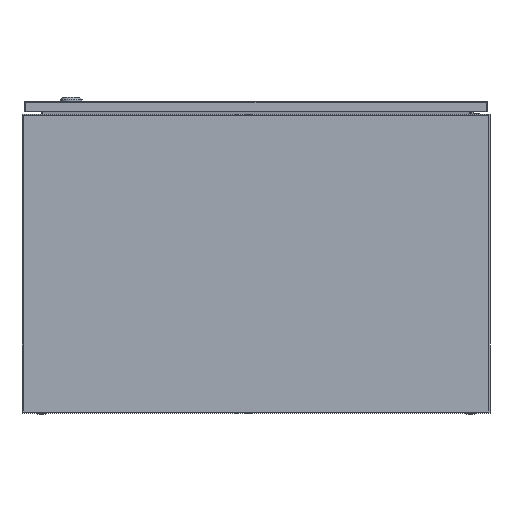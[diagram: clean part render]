
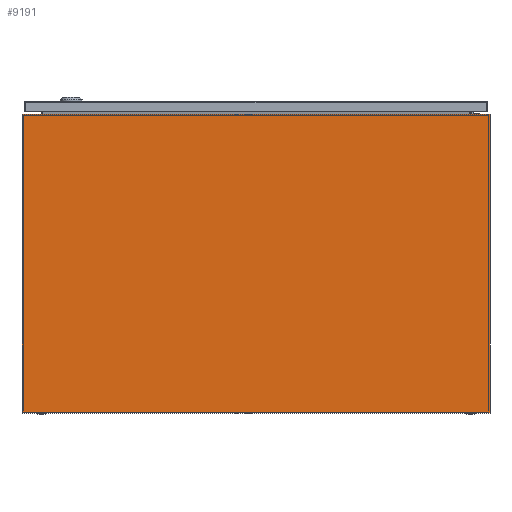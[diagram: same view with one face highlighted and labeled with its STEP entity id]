
A CAD part, front view. The second image highlights one B-rep face of the part: STEP entity #9191.
In plain terms, the highlighted planar face has unit normal (0, -1, 0).
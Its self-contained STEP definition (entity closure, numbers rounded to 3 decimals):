
#1823 = EDGE_CURVE ( 'NONE', #26753, #32963, #42833, .T. ) ;
#2352 = DIRECTION ( 'NONE',  ( 0., 0., 1. ) ) ;
#2729 = CARTESIAN_POINT ( 'NONE',  ( 0., 0., 0. ) ) ;
#3927 = VECTOR ( 'NONE', #33265, 1000. ) ;
#5066 = LINE ( 'NONE', #35879, #42923 ) ;
#5832 = EDGE_LOOP ( 'NONE', ( #43715, #9405, #43540, #44425 ) ) ;
#8418 = VERTEX_POINT ( 'NONE', #2729 ) ;
#9191 = ADVANCED_FACE ( 'NONE', ( #26991 ), #33163, .F. ) ;
#9405 = ORIENTED_EDGE ( 'NONE', *, *, #1823, .F. ) ;
#9731 = CARTESIAN_POINT ( 'NONE',  ( 600., 0., 383. ) ) ;
#11125 = DIRECTION ( 'NONE',  ( 0., 0., -1. ) ) ;
#15834 = CARTESIAN_POINT ( 'NONE',  ( 0., 0., 383. ) ) ;
#16958 = EDGE_CURVE ( 'NONE', #26753, #8418, #5066, .T. ) ;
#17270 = EDGE_CURVE ( 'NONE', #32963, #33673, #20520, .T. ) ;
#20294 = DIRECTION ( 'NONE',  ( 0., 0., -1. ) ) ;
#20520 = LINE ( 'NONE', #9731, #43739 ) ;
#20607 = VECTOR ( 'NONE', #39233, 1000. ) ;
#24112 = CARTESIAN_POINT ( 'NONE',  ( 600., 0., 0. ) ) ;
#26001 = CARTESIAN_POINT ( 'NONE',  ( 0., 0., 0. ) ) ;
#26753 = VERTEX_POINT ( 'NONE', #40037 ) ;
#26991 = FACE_OUTER_BOUND ( 'NONE', #5832, .T. ) ;
#29290 = EDGE_CURVE ( 'NONE', #8418, #33673, #32388, .T. ) ;
#31924 = AXIS2_PLACEMENT_3D ( 'NONE', #15834, #33379, #2352 ) ;
#32388 = LINE ( 'NONE', #26001, #3927 ) ;
#32963 = VERTEX_POINT ( 'NONE', #38660 ) ;
#33163 = PLANE ( 'NONE',  #31924 ) ;
#33265 = DIRECTION ( 'NONE',  ( 1., 0., 0. ) ) ;
#33379 = DIRECTION ( 'NONE',  ( 0., 1., 0. ) ) ;
#33673 = VERTEX_POINT ( 'NONE', #24112 ) ;
#35879 = CARTESIAN_POINT ( 'NONE',  ( 0., 0., 383. ) ) ;
#38660 = CARTESIAN_POINT ( 'NONE',  ( 600., 0., 383. ) ) ;
#39233 = DIRECTION ( 'NONE',  ( 1., 0., 0. ) ) ;
#40037 = CARTESIAN_POINT ( 'NONE',  ( 0., 0., 383. ) ) ;
#42833 = LINE ( 'NONE', #43048, #20607 ) ;
#42923 = VECTOR ( 'NONE', #11125, 1000. ) ;
#43048 = CARTESIAN_POINT ( 'NONE',  ( 0., 0., 383. ) ) ;
#43540 = ORIENTED_EDGE ( 'NONE', *, *, #16958, .T. ) ;
#43715 = ORIENTED_EDGE ( 'NONE', *, *, #17270, .F. ) ;
#43739 = VECTOR ( 'NONE', #20294, 1000. ) ;
#44425 = ORIENTED_EDGE ( 'NONE', *, *, #29290, .T. ) ;
